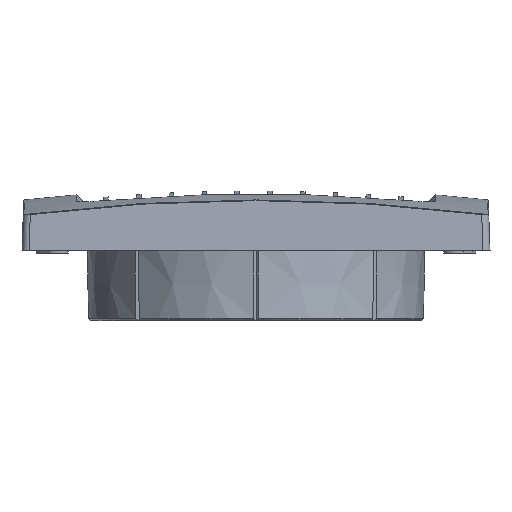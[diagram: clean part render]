
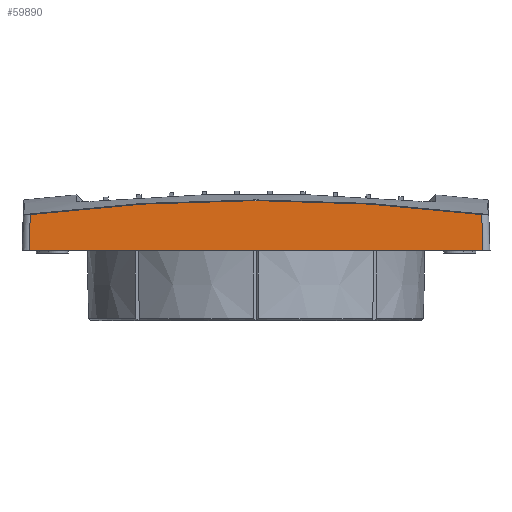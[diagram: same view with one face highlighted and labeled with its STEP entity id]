
A CAD part, left-side view. The second image highlights one B-rep face of the part: STEP entity #59890.
In plain terms, the highlighted planar face has unit normal (-0.999, 0, 0.035).
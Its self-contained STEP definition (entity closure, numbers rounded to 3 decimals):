
#59490=CARTESIAN_POINT('',(-99.78,0.,
2.968));
#59500=DIRECTION('',(0.999,0.,
-0.035));
#59510=DIRECTION('',(0.035,0.,
0.999));
#59520=AXIS2_PLACEMENT_3D('',#59490,#59500,#59510);
#59530=PLANE('',#59520);
#59540=CARTESIAN_POINT('',(-100.249,-97.251,
-10.478));
#59550=DIRECTION('',(0.035,0.035,
0.999));
#59560=VECTOR('',#59550,1.);
#59570=LINE('',#59540,#59560);
#59580=CARTESIAN_POINT('',(-99.9,-96.902,
-0.468));
#59590=VERTEX_POINT('',#59580);
#59600=CARTESIAN_POINT('',(-99.362,-96.364,
14.944));
#59610=VERTEX_POINT('',#59600);
#59620=EDGE_CURVE('',#59590,#59610,#59570,.T.);
#59630=ORIENTED_EDGE('',*,*,#59620,.T.);
#59640=CARTESIAN_POINT('',(-99.9,108.6,
-0.468));
#59650=DIRECTION('',(0.,1.,0.));
#59660=VECTOR('',#59650,1.);
#59670=LINE('',#59640,#59660);
#59680=CARTESIAN_POINT('',(-99.9,96.902,
-0.468));
#59690=VERTEX_POINT('',#59680);
#59700=EDGE_CURVE('',#59590,#59690,#59670,.T.);
#59710=ORIENTED_EDGE('',*,*,#59700,.F.);
#59720=CARTESIAN_POINT('',(-100.249,97.251,
-10.478));
#59730=DIRECTION('',(0.035,-0.035,
0.999));
#59740=VECTOR('',#59730,1.);
#59750=LINE('',#59720,#59740);
#59760=CARTESIAN_POINT('',(-99.362,96.364,
14.944));
#59770=VERTEX_POINT('',#59760);
#59780=EDGE_CURVE('',#59690,#59770,#59750,.T.);
#59790=ORIENTED_EDGE('',*,*,#59780,.F.);
#59800=CARTESIAN_POINT('',(-126.395,0.,
-759.182));
#59810=DIRECTION('',(0.999,0.,
-0.035));
#59820=DIRECTION('',(-0.035,0.,
-0.999));
#59830=AXIS2_PLACEMENT_3D('',#59800,#59810,#59820);
#59840=CIRCLE('',#59830,780.568);
#59850=EDGE_CURVE('',#59770,#59610,#59840,.T.);
#59860=ORIENTED_EDGE('',*,*,#59850,.F.);
#59870=EDGE_LOOP('',(#59860,#59790,#59710,#59630));
#59880=FACE_OUTER_BOUND('',#59870,.T.);
#59890=ADVANCED_FACE('',(#59880),#59530,.F.);
